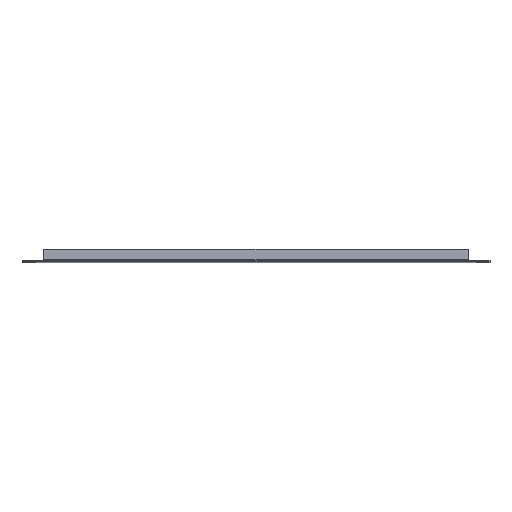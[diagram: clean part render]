
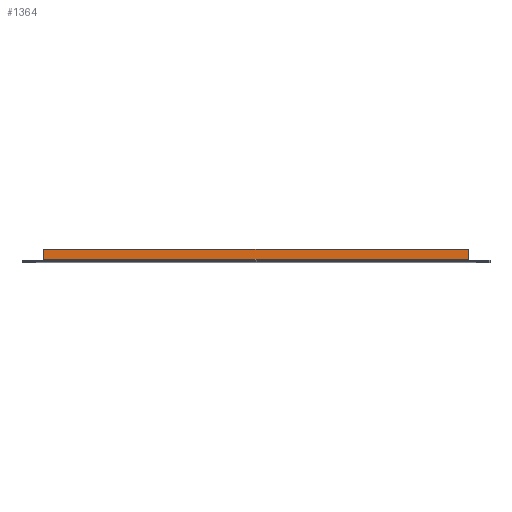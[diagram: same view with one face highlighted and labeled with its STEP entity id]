
A CAD part, top view. The second image highlights one B-rep face of the part: STEP entity #1364.
In plain terms, the highlighted planar face has unit normal (0, 0, 1).
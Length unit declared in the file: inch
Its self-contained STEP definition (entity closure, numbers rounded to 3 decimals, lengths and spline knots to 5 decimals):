
#24 = VECTOR ( 'NONE', #828, 39.37008 ) ;
#34 = CARTESIAN_POINT ( 'NONE',  ( -8.625, 0.086, 13.984 ) ) ;
#37 = ORIENTED_EDGE ( 'NONE', *, *, #389, .F. ) ;
#116 = VERTEX_POINT ( 'NONE', #401 ) ;
#163 = DIRECTION ( 'NONE',  ( 0., 1., 0. ) ) ;
#194 = ORIENTED_EDGE ( 'NONE', *, *, #803, .F. ) ;
#261 = CARTESIAN_POINT ( 'NONE',  ( -8.625, 0.04648, 13.984 ) ) ;
#332 = ORIENTED_EDGE ( 'NONE', *, *, #623, .F. ) ;
#389 = EDGE_CURVE ( 'NONE', #116, #2389, #2120, .T. ) ;
#401 = CARTESIAN_POINT ( 'NONE',  ( -8.625, 0.5, 13.984 ) ) ;
#457 = CARTESIAN_POINT ( 'NONE',  ( 8.625, 0.086, 13.984 ) ) ;
#490 = DIRECTION ( 'NONE',  ( 1., 0., 0. ) ) ;
#579 = CARTESIAN_POINT ( 'NONE',  ( 8.625, 0.04648, 13.984 ) ) ;
#623 = EDGE_CURVE ( 'NONE', #2389, #1019, #1818, .T. ) ;
#690 = ORIENTED_EDGE ( 'NONE', *, *, #737, .T. ) ;
#697 = EDGE_LOOP ( 'NONE', ( #332, #37, #690, #194 ) ) ;
#737 = EDGE_CURVE ( 'NONE', #116, #1469, #2303, .T. ) ;
#752 = AXIS2_PLACEMENT_3D ( 'NONE', #579, #1948, #163 ) ;
#803 = EDGE_CURVE ( 'NONE', #1019, #1469, #1102, .T. ) ;
#828 = DIRECTION ( 'NONE',  ( 0., -1., 0. ) ) ;
#918 = CARTESIAN_POINT ( 'NONE',  ( 8.625, 0.086, 13.984 ) ) ;
#1019 = VERTEX_POINT ( 'NONE', #457 ) ;
#1085 = DIRECTION ( 'NONE',  ( -1., 0., 0. ) ) ;
#1090 = CARTESIAN_POINT ( 'NONE',  ( 8.625, 0.5, 13.984 ) ) ;
#1102 = LINE ( 'NONE', #918, #2357 ) ;
#1236 = CARTESIAN_POINT ( 'NONE',  ( 8.625, 0.5, 13.984 ) ) ;
#1272 = VECTOR ( 'NONE', #490, 39.37008 ) ;
#1364 = ADVANCED_FACE ( 'NONE', ( #2546 ), #2368, .F. ) ;
#1469 = VERTEX_POINT ( 'NONE', #34 ) ;
#1818 = LINE ( 'NONE', #2407, #24 ) ;
#1948 = DIRECTION ( 'NONE',  ( 0., 0., -1. ) ) ;
#2018 = VECTOR ( 'NONE', #2076, 39.37008 ) ;
#2076 = DIRECTION ( 'NONE',  ( 0., -1., 0. ) ) ;
#2120 = LINE ( 'NONE', #1090, #1272 ) ;
#2303 = LINE ( 'NONE', #261, #2018 ) ;
#2357 = VECTOR ( 'NONE', #1085, 39.37008 ) ;
#2368 = PLANE ( 'NONE',  #752 ) ;
#2389 = VERTEX_POINT ( 'NONE', #1236 ) ;
#2407 = CARTESIAN_POINT ( 'NONE',  ( 8.625, 0.04648, 13.984 ) ) ;
#2546 = FACE_OUTER_BOUND ( 'NONE', #697, .T. ) ;
